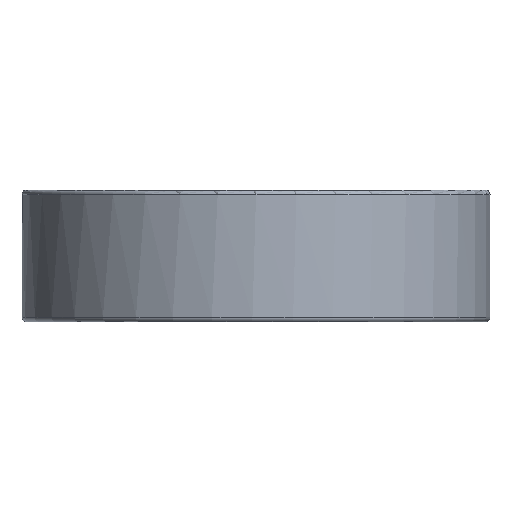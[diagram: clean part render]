
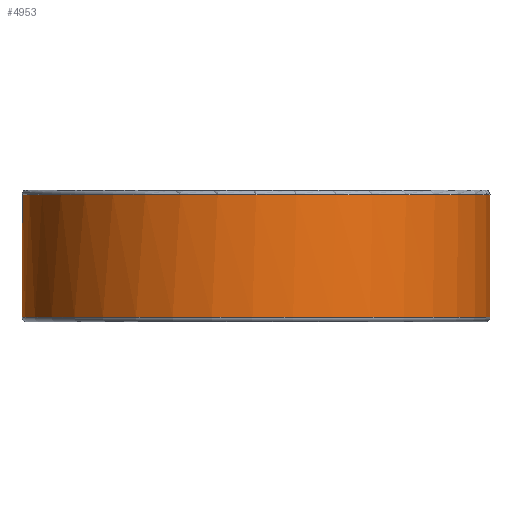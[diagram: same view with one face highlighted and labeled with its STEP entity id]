
A CAD part, front view. The second image highlights one B-rep face of the part: STEP entity #4953.
In plain terms, the highlighted cylindrical face has radius 16 mm (diameter 32 mm), a full revolution.
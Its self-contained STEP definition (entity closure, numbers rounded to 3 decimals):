
#4953=ADVANCED_FACE('',(#6221,#6222),#6086,.T.);
#6086=CYLINDRICAL_SURFACE('',#18563,16.);
#6221=FACE_BOUND('',#6670,.T.);
#6222=FACE_BOUND('',#6671,.T.);
#6670=EDGE_LOOP('',(#8042));
#6671=EDGE_LOOP('',(#8043));
#8042=ORIENTED_EDGE('',*,*,#14997,.T.);
#8043=ORIENTED_EDGE('',*,*,#14998,.F.);
#13282=VERTEX_POINT('',#24196);
#13283=VERTEX_POINT('',#24198);
#14997=EDGE_CURVE('',#13282,#13282,#17685,.T.);
#14998=EDGE_CURVE('',#13283,#13283,#17686,.T.);
#17685=CIRCLE('',#18561,16.);
#17686=CIRCLE('',#18562,16.);
#18561=AXIS2_PLACEMENT_3D('',#24195,#20222,#20223);
#18562=AXIS2_PLACEMENT_3D('',#24197,#20224,#20225);
#18563=AXIS2_PLACEMENT_3D('',#24199,#20226,#20227);
#20222=DIRECTION('',(0.,0.,-1.));
#20223=DIRECTION('',(0.,-1.,0.));
#20224=DIRECTION('',(0.,0.,-1.));
#20225=DIRECTION('',(-0.487,0.873,0.));
#20226=DIRECTION('',(0.,0.,-1.));
#20227=DIRECTION('',(-0.487,0.873,0.));
#24195=CARTESIAN_POINT('',(0.,0.,4.2));
#24196=CARTESIAN_POINT('',(0.,-16.,4.2));
#24197=CARTESIAN_POINT('',(0.,0.,-4.2));
#24198=CARTESIAN_POINT('',(-7.79,13.975,-4.2));
#24199=CARTESIAN_POINT('',(0.,0.,4.5));
